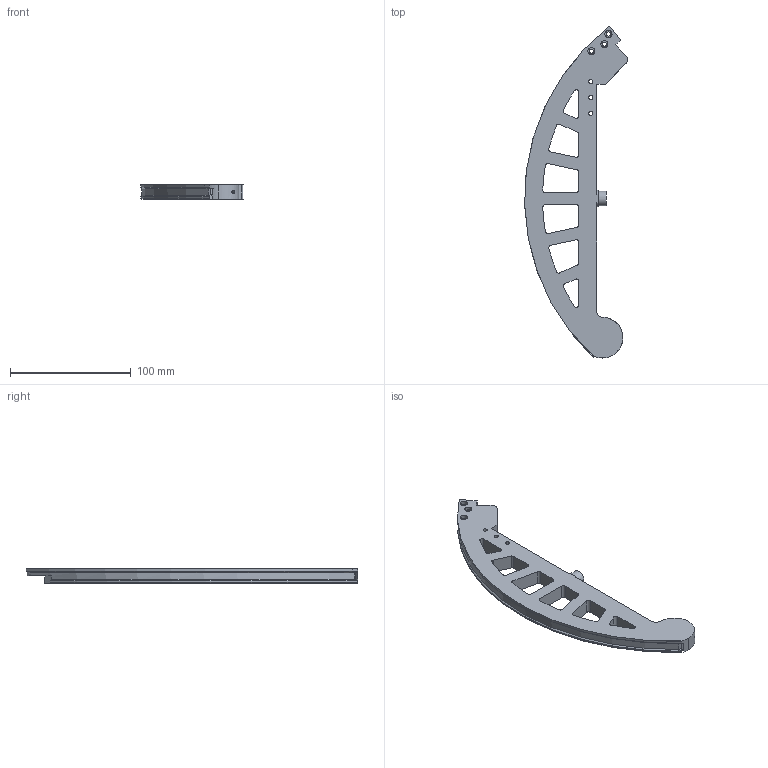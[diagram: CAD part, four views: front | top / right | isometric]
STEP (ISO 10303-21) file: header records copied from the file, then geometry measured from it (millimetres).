
FILE_DESCRIPTION (( 'STEP AP203' ), '1' );
FILE_NAME ('11a_splitring_part1_v2.step', '2020-03-31T11:57:49', ( '' ), ( '' ), 'SwSTEP 2.0', 'SolidWorks 2019', '' );
FILE_SCHEMA (( 'CONFIG_CONTROL_DESIGN' ));
Length unit declared in the file: millimetre
Products named in the file (1): 11a_splitring_part1_v2
Bounding box: 85.26 x 275.38 x 12 mm (x, y, z)
Volume: 109935.9 mm3; surface area: 36163.1 mm2
Topology: 1 solids, 1 shells, 151 faces, 403 edges, 266 vertices
Faces by surface type: cylinder 89, plane 52, cone 9, bspline 1
Entity records: 5112 total; most frequent: CARTESIAN_POINT 1069, DIRECTION 864, ORIENTED_EDGE 806, EDGE_CURVE 403, AXIS2_PLACEMENT_3D 331, VERTEX_POINT 266, VECTOR 202, LINE 202
